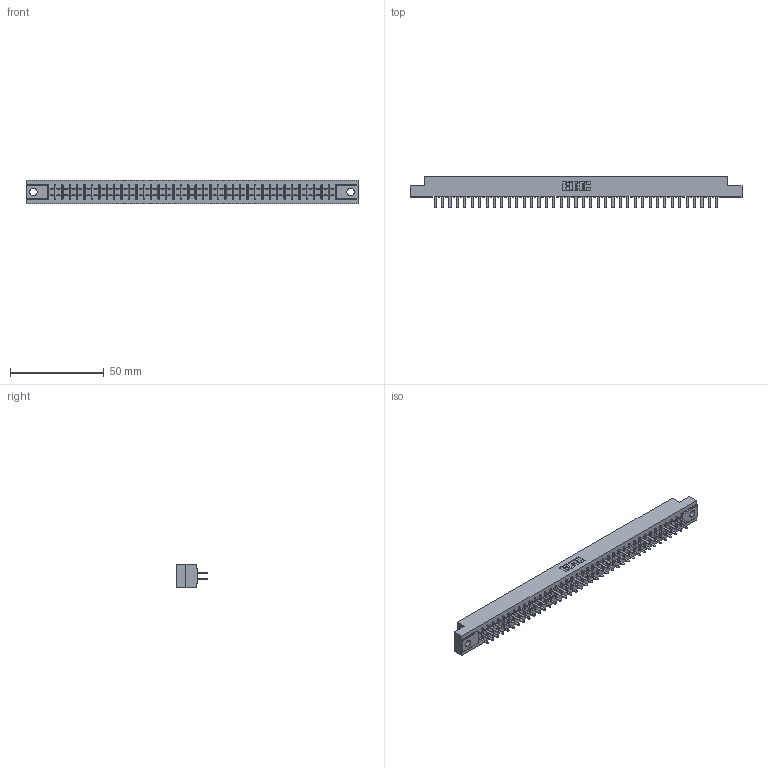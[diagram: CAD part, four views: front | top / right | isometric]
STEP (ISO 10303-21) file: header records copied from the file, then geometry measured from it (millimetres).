
FILE_DESCRIPTION (( 'STEP AP203' ), '1' );
FILE_NAME ('305-078-520-504.STEP', '2019-09-10T08:51:48', ( '' ), ( '' ), 'SwSTEP 2.0', 'SolidWorks 2016', '' );
FILE_SCHEMA (( 'CONFIG_CONTROL_DESIGN' ));
Length unit declared in the file: inch
Products named in the file (3): 305 Part_.156 Dia; 305-078-520-504; 305-290-001_520
Assembly tree (79 placements, depth 2):
  305-078-520-504
    305 Part_.156 Dia
    305-290-001_520  x78
Bounding box: 177.55 x 17.09 x 12.7 mm (x, y, z)
Volume: 17852.8 mm3; surface area: 23405.7 mm2
Topology: 79 solids, 79 shells, 3718 faces, 10609 edges, 6862 vertices
Faces by surface type: plane 2188, cylinder 1374, sphere 156
Entity records: 42890 total; most frequent: CARTESIAN_POINT 7101, ORIENTED_EDGE 7046, DIRECTION 6863, EDGE_CURVE 3523, VECTOR 2855, LINE 2855, VERTEX_POINT 2242, AXIS2_PLACEMENT_3D 2004
